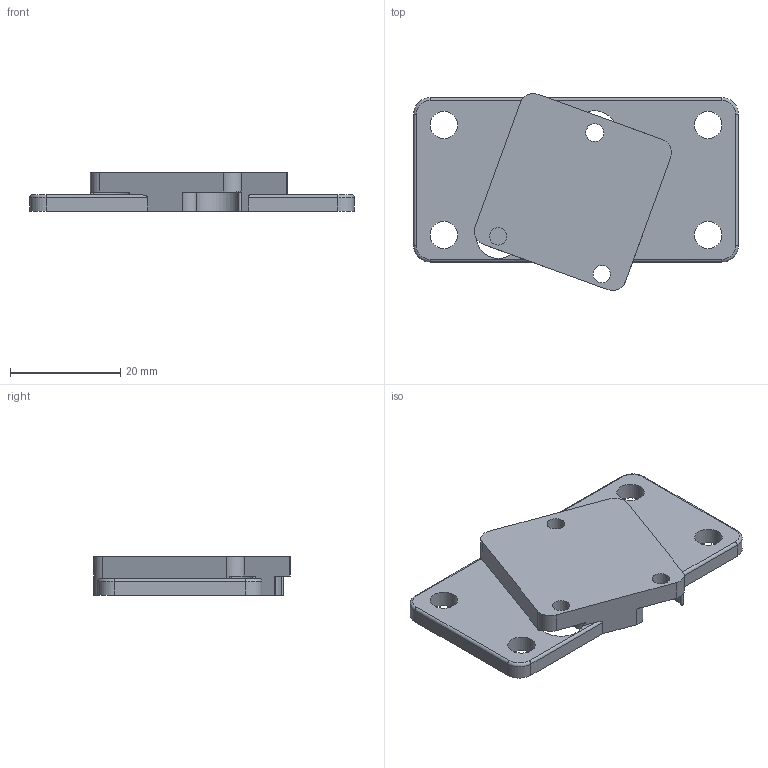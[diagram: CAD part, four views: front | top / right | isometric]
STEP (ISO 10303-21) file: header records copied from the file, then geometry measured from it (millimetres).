
FILE_DESCRIPTION(/* description */ (''),/* implementation_level */ '2;1');
FILE_NAME(/* name */ '20 degree camera mount.step',/* time_stamp */ '2021-08-08T16:40:55-07:00',/* author */ (''),/* organization */ (''),/* preprocessor_version */ 'ST-DEVELOPER v18.1',/* originating_system */ 'Autodesk Translation Framework v10.9.0.1377',/* authorisation */ '');
FILE_SCHEMA (('AUTOMOTIVE_DESIGN { 1 0 10303 214 3 1 1 }'));
Length unit declared in the file: millimetre
Products named in the file (1): properly designed 20 degree camera mount
Bounding box: 59 x 35.79 x 7 mm (x, y, z)
Volume: 7945.8 mm3; surface area: 4812.5 mm2
Topology: 1 solids, 1 shells, 51 faces, 145 edges, 94 vertices
Faces by surface type: cylinder 30, plane 17, torus 4
Full cylindrical faces by diameter (mm): 3.15 x2, 3.231 x1, 5 x4, 8 x2
Entity records: 1750 total; most frequent: DIRECTION 318, CARTESIAN_POINT 300, ORIENTED_EDGE 290, EDGE_CURVE 145, AXIS2_PLACEMENT_3D 122, VERTEX_POINT 94, LINE 74, VECTOR 74
